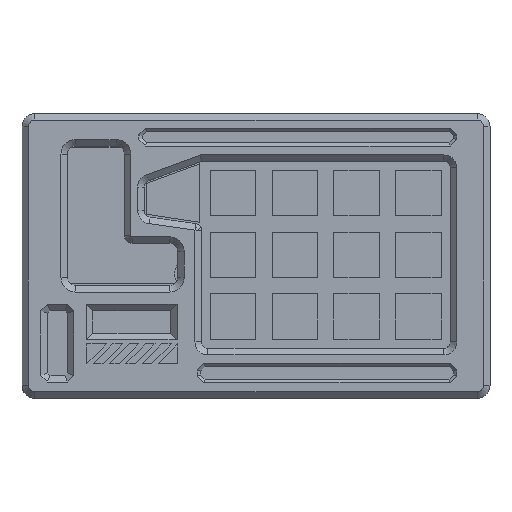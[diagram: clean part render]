
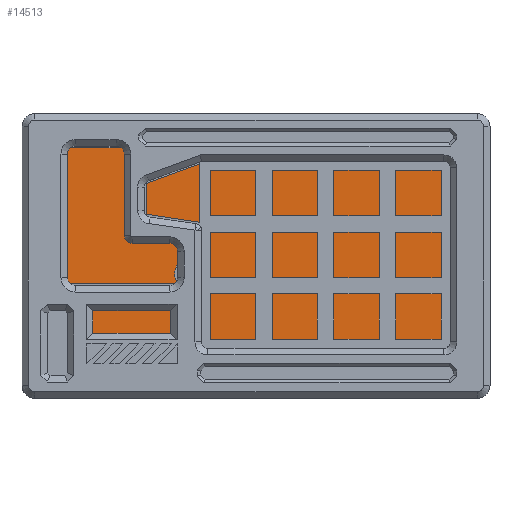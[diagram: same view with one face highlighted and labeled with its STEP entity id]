
A CAD part, top view. The second image highlights one B-rep face of the part: STEP entity #14513.
In plain terms, the highlighted planar face has unit normal (0, 0, 1).
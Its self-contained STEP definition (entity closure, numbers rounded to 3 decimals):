
#340=FACE_BOUND('',#1959,.T.);
#495=CIRCLE('',#14859,5.);
#1106=FACE_OUTER_BOUND('',#1958,.T.);
#1958=EDGE_LOOP('',(#11842,#11843,#11844,#11845));
#1959=EDGE_LOOP('',(#11846));
#3454=LINE('',#23131,#5204);
#3455=LINE('',#23133,#5205);
#3456=LINE('',#23135,#5206);
#3457=LINE('',#23136,#5207);
#5204=VECTOR('',#17686,10.);
#5205=VECTOR('',#17687,10.);
#5206=VECTOR('',#17688,10.);
#5207=VECTOR('',#17689,10.);
#5873=VERTEX_POINT('',#19239);
#6708=VERTEX_POINT('',#23129);
#6709=VERTEX_POINT('',#23130);
#6710=VERTEX_POINT('',#23132);
#6711=VERTEX_POINT('',#23134);
#7245=EDGE_CURVE('',#5873,#5873,#495,.T.);
#8494=EDGE_CURVE('',#6708,#6709,#3454,.T.);
#8495=EDGE_CURVE('',#6710,#6708,#3455,.T.);
#8496=EDGE_CURVE('',#6711,#6710,#3456,.T.);
#8497=EDGE_CURVE('',#6709,#6711,#3457,.T.);
#11842=ORIENTED_EDGE('',*,*,#8494,.F.);
#11843=ORIENTED_EDGE('',*,*,#8495,.F.);
#11844=ORIENTED_EDGE('',*,*,#8496,.F.);
#11845=ORIENTED_EDGE('',*,*,#8497,.F.);
#11846=ORIENTED_EDGE('',*,*,#7245,.T.);
#13702=PLANE('',#15256);
#14513=ADVANCED_FACE('',(#1106,#340),#13702,.F.);
#14859=AXIS2_PLACEMENT_3D('',#19241,#15806,#15807);
#15256=AXIS2_PLACEMENT_3D('',#23128,#17684,#17685);
#15806=DIRECTION('center_axis',(0.,0.,-1.));
#15807=DIRECTION('ref_axis',(-1.,0.,0.));
#17684=DIRECTION('center_axis',(0.,0.,-1.));
#17685=DIRECTION('ref_axis',(-1.,0.,0.));
#17686=DIRECTION('',(-1.,0.,0.));
#17687=DIRECTION('',(0.,-1.,0.));
#17688=DIRECTION('',(1.,0.,0.));
#17689=DIRECTION('',(0.,1.,0.));
#19239=CARTESIAN_POINT('',(126.,-101.425,-3.));
#19241=CARTESIAN_POINT('Origin',(121.,-101.425,-3.));
#23128=CARTESIAN_POINT('Origin',(141.125,-95.875,-3.));
#23129=CARTESIAN_POINT('',(205.25,-131.75,-3.));
#23130=CARTESIAN_POINT('',(77.,-131.75,-3.));
#23131=CARTESIAN_POINT('',(173.188,-131.75,-3.));
#23132=CARTESIAN_POINT('',(205.25,-60.,-3.));
#23133=CARTESIAN_POINT('',(205.25,-77.938,-3.));
#23134=CARTESIAN_POINT('',(77.,-60.,-3.));
#23135=CARTESIAN_POINT('',(109.063,-60.,-3.));
#23136=CARTESIAN_POINT('',(77.,-113.813,-3.));
